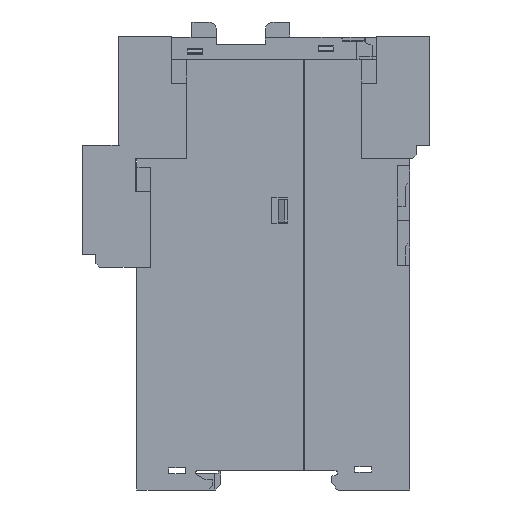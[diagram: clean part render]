
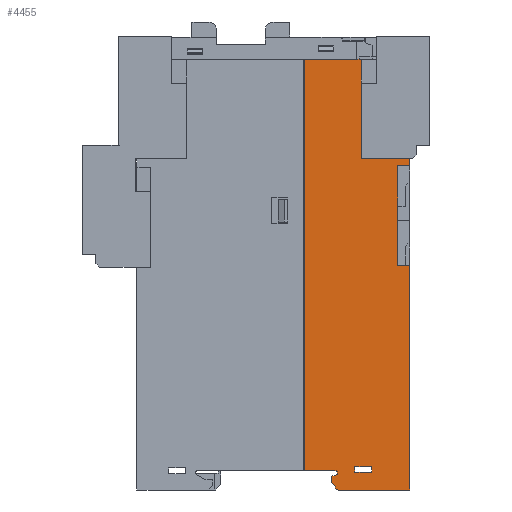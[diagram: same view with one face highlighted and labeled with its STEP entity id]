
A CAD part, left-side view. The second image highlights one B-rep face of the part: STEP entity #4455.
In plain terms, the highlighted planar face has unit normal (-1, 0, 0).
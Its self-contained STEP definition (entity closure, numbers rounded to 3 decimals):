
#4455=ADVANCED_FACE('',(#9945,#9946),#9947,.F.);
#9945=FACE_OUTER_BOUND('',#16461,.T.);
#9946=FACE_BOUND('',#16462,.T.);
#9947=PLANE('',#16463);
#16461=EDGE_LOOP('',(#30676,#30677,#30678,#30679,#30680,#30681,#30682,#30683,#30684,#30685,#30686,#30687,#30688,#30689,#30690,#30691,#30692,#30693,#30694,#30695,#30696,#30697));
#16462=EDGE_LOOP('',(#30698,#30699,#30700,#30701));
#16463=AXIS2_PLACEMENT_3D('',#30702,#30703,#30704);
#30676=ORIENTED_EDGE('',*,*,#44058,.T.);
#30677=ORIENTED_EDGE('',*,*,#41275,.T.);
#30678=ORIENTED_EDGE('',*,*,#44456,.T.);
#30679=ORIENTED_EDGE('',*,*,#44457,.T.);
#30680=ORIENTED_EDGE('',*,*,#44458,.T.);
#30681=ORIENTED_EDGE('',*,*,#44459,.T.);
#30682=ORIENTED_EDGE('',*,*,#44460,.T.);
#30683=ORIENTED_EDGE('',*,*,#44461,.T.);
#30684=ORIENTED_EDGE('',*,*,#44462,.T.);
#30685=ORIENTED_EDGE('',*,*,#44463,.T.);
#30686=ORIENTED_EDGE('',*,*,#44464,.F.);
#30687=ORIENTED_EDGE('',*,*,#44465,.T.);
#30688=ORIENTED_EDGE('',*,*,#44466,.T.);
#30689=ORIENTED_EDGE('',*,*,#44467,.T.);
#30690=ORIENTED_EDGE('',*,*,#44468,.T.);
#30691=ORIENTED_EDGE('',*,*,#44469,.T.);
#30692=ORIENTED_EDGE('',*,*,#44470,.T.);
#30693=ORIENTED_EDGE('',*,*,#44471,.T.);
#30694=ORIENTED_EDGE('',*,*,#44472,.T.);
#30695=ORIENTED_EDGE('',*,*,#44473,.T.);
#30696=ORIENTED_EDGE('',*,*,#44474,.T.);
#30697=ORIENTED_EDGE('',*,*,#44475,.T.);
#30698=ORIENTED_EDGE('',*,*,#44476,.T.);
#30699=ORIENTED_EDGE('',*,*,#44477,.T.);
#30700=ORIENTED_EDGE('',*,*,#44478,.T.);
#30701=ORIENTED_EDGE('',*,*,#44479,.T.);
#30702=CARTESIAN_POINT('',(0.005,62.57,60.03));
#30703=DIRECTION('',(1.0,0.0,0.0));
#30704=DIRECTION('',(0.0,0.0,-1.0));
#41275=EDGE_CURVE('',#50158,#50159,#50160,.T.);
#44058=EDGE_CURVE('',#54337,#50158,#54340,.T.);
#44456=EDGE_CURVE('',#50159,#54904,#54905,.T.);
#44457=EDGE_CURVE('',#54904,#54906,#54907,.T.);
#44458=EDGE_CURVE('',#54906,#54908,#54909,.T.);
#44459=EDGE_CURVE('',#54908,#54910,#54911,.T.);
#44460=EDGE_CURVE('',#54910,#54912,#54913,.T.);
#44461=EDGE_CURVE('',#54912,#54914,#54915,.T.);
#44462=EDGE_CURVE('',#54914,#54916,#54917,.T.);
#44463=EDGE_CURVE('',#54916,#54918,#54919,.T.);
#44464=EDGE_CURVE('',#54920,#54918,#54921,.T.);
#44465=EDGE_CURVE('',#54920,#54922,#54923,.T.);
#44466=EDGE_CURVE('',#54922,#54924,#54925,.T.);
#44467=EDGE_CURVE('',#54924,#54926,#54927,.T.);
#44468=EDGE_CURVE('',#54926,#54928,#54929,.T.);
#44469=EDGE_CURVE('',#54928,#54930,#54931,.T.);
#44470=EDGE_CURVE('',#54930,#54932,#54933,.T.);
#44471=EDGE_CURVE('',#54932,#54934,#54935,.T.);
#44472=EDGE_CURVE('',#54934,#54936,#54937,.T.);
#44473=EDGE_CURVE('',#54936,#54938,#54939,.T.);
#44474=EDGE_CURVE('',#54938,#54940,#54941,.T.);
#44475=EDGE_CURVE('',#54940,#54337,#54942,.T.);
#44476=EDGE_CURVE('',#54943,#54944,#54945,.T.);
#44477=EDGE_CURVE('',#54944,#54946,#54947,.T.);
#44478=EDGE_CURVE('',#54946,#54948,#54949,.T.);
#44479=EDGE_CURVE('',#54948,#54943,#54950,.T.);
#50158=VERTEX_POINT('',#63146);
#50159=VERTEX_POINT('',#63147);
#50160=LINE('',#63148,#63149);
#54337=VERTEX_POINT('',#69359);
#54340=LINE('',#69364,#69365);
#54904=VERTEX_POINT('',#70229);
#54905=LINE('',#70230,#70231);
#54906=VERTEX_POINT('',#70232);
#54907=LINE('',#70233,#70234);
#54908=VERTEX_POINT('',#70235);
#54909=CIRCLE('',#70236,0.3);
#54910=VERTEX_POINT('',#70237);
#54911=LINE('',#70238,#70239);
#54912=VERTEX_POINT('',#70240);
#54913=CIRCLE('',#70241,0.3);
#54914=VERTEX_POINT('',#70242);
#54915=LINE('',#70243,#70244);
#54916=VERTEX_POINT('',#70245);
#54917=LINE('',#70246,#70247);
#54918=VERTEX_POINT('',#70248);
#54919=LINE('',#70249,#70250);
#54920=VERTEX_POINT('',#70251);
#54921=CIRCLE('',#70252,0.5);
#54922=VERTEX_POINT('',#70253);
#54923=LINE('',#70254,#70255);
#54924=VERTEX_POINT('',#70256);
#54925=LINE('',#70257,#70258);
#54926=VERTEX_POINT('',#70259);
#54927=LINE('',#70260,#70261);
#54928=VERTEX_POINT('',#70262);
#54929=LINE('',#70263,#70264);
#54930=VERTEX_POINT('',#70265);
#54931=LINE('',#70266,#70267);
#54932=VERTEX_POINT('',#70268);
#54933=LINE('',#70269,#70270);
#54934=VERTEX_POINT('',#70271);
#54935=LINE('',#70272,#70273);
#54936=VERTEX_POINT('',#70274);
#54937=LINE('',#70275,#70276);
#54938=VERTEX_POINT('',#70277);
#54939=LINE('',#70278,#70279);
#54940=VERTEX_POINT('',#70280);
#54941=LINE('',#70281,#70282);
#54942=LINE('',#70283,#70284);
#54943=VERTEX_POINT('',#70285);
#54944=VERTEX_POINT('',#70286);
#54945=LINE('',#70287,#70288);
#54946=VERTEX_POINT('',#70289);
#54947=LINE('',#70290,#70291);
#54948=VERTEX_POINT('',#70292);
#54949=LINE('',#70293,#70294);
#54950=LINE('',#70295,#70296);
#63146=CARTESIAN_POINT('',(0.005,19.3,114.0));
#63147=CARTESIAN_POINT('',(0.005,33.2,114.0));
#63148=CARTESIAN_POINT('',(0.005,51.865,114.0));
#63149=VECTOR('',#79189,1.0);
#69359=CARTESIAN_POINT('',(0.005,19.3,114.08));
#69364=CARTESIAN_POINT('',(0.005,19.3,88.514));
#69365=VECTOR('',#81647,1.0);
#70229=CARTESIAN_POINT('',(0.005,33.2,5.1));
#70230=CARTESIAN_POINT('',(0.005,33.2,70.065));
#70231=VECTOR('',#82043,1.0);
#70232=CARTESIAN_POINT('',(0.005,24.75,5.1));
#70233=CARTESIAN_POINT('',(0.005,77.95,5.1));
#70234=VECTOR('',#82044,1.0);
#70235=CARTESIAN_POINT('',(0.005,24.45,4.8));
#70236=AXIS2_PLACEMENT_3D('',#82045,#82046,#82047);
#70237=CARTESIAN_POINT('',(0.005,24.45,4.28));
#70238=CARTESIAN_POINT('',(0.005,24.45,4.8));
#70239=VECTOR('',#82048,1.0);
#70240=CARTESIAN_POINT('',(0.005,24.672,3.99));
#70241=AXIS2_PLACEMENT_3D('',#82049,#82050,#82051);
#70242=CARTESIAN_POINT('',(0.005,25.85,3.675));
#70243=CARTESIAN_POINT('',(0.005,24.672,3.99));
#70244=VECTOR('',#82052,1.0);
#70245=CARTESIAN_POINT('',(0.005,25.85,1.999));
#70246=CARTESIAN_POINT('',(0.005,25.85,3.675));
#70247=VECTOR('',#82053,1.0);
#70248=CARTESIAN_POINT('',(0.005,24.599,0.213));
#70249=CARTESIAN_POINT('',(0.005,25.85,1.999));
#70250=VECTOR('',#82054,1.0);
#70251=CARTESIAN_POINT('',(0.005,24.19,0.0));
#70252=AXIS2_PLACEMENT_3D('',#82055,#82056,#82057);
#70253=CARTESIAN_POINT('',(0.005,5.2,0.0));
#70254=CARTESIAN_POINT('',(0.005,24.19,0.0));
#70255=VECTOR('',#82058,1.0);
#70256=CARTESIAN_POINT('',(0.005,5.2,59.5));
#70257=CARTESIAN_POINT('',(0.005,5.2,27.565));
#70258=VECTOR('',#82059,1.0);
#70259=CARTESIAN_POINT('',(0.005,8.45,59.5));
#70260=CARTESIAN_POINT('',(0.005,34.51,59.5));
#70261=VECTOR('',#82060,1.0);
#70262=CARTESIAN_POINT('',(0.005,8.45,85.9));
#70263=CARTESIAN_POINT('',(0.005,8.45,66.365));
#70264=VECTOR('',#82061,1.0);
#70265=CARTESIAN_POINT('',(0.005,5.2,85.9));
#70266=CARTESIAN_POINT('',(0.005,34.51,85.9));
#70267=VECTOR('',#82062,1.0);
#70268=CARTESIAN_POINT('',(0.005,5.2,87.78));
#70269=CARTESIAN_POINT('',(0.005,5.2,27.565));
#70270=VECTOR('',#82063,1.0);
#70271=CARTESIAN_POINT('',(0.005,18.02,87.78));
#70272=CARTESIAN_POINT('',(0.005,4.45,87.78));
#70273=VECTOR('',#82064,1.0);
#70274=CARTESIAN_POINT('',(0.005,18.02,107.82));
#70275=CARTESIAN_POINT('',(0.005,18.02,87.78));
#70276=VECTOR('',#82065,1.0);
#70277=CARTESIAN_POINT('',(0.005,18.0,107.82));
#70278=CARTESIAN_POINT('',(0.005,18.02,107.82));
#70279=VECTOR('',#82066,1.0);
#70280=CARTESIAN_POINT('',(0.005,18.0,114.08));
#70281=CARTESIAN_POINT('',(0.005,18.0,85.465));
#70282=VECTOR('',#82067,1.0);
#70283=CARTESIAN_POINT('',(0.005,14.01,114.08));
#70284=VECTOR('',#82068,1.0);
#70285=CARTESIAN_POINT('',(0.005,15.3,6.2));
#70286=CARTESIAN_POINT('',(0.005,15.3,4.7));
#70287=CARTESIAN_POINT('',(0.005,15.3,32.74));
#70288=VECTOR('',#82069,1.0);
#70289=CARTESIAN_POINT('',(0.005,19.8,4.7));
#70290=CARTESIAN_POINT('',(0.005,40.06,4.7));
#70291=VECTOR('',#82070,1.0);
#70292=CARTESIAN_POINT('',(0.005,19.8,6.2));
#70293=CARTESIAN_POINT('',(0.005,19.8,32.74));
#70294=VECTOR('',#82071,1.0);
#70295=CARTESIAN_POINT('',(0.005,40.06,6.2));
#70296=VECTOR('',#82072,1.0);
#79189=DIRECTION('',(0.0,1.0,0.0));
#81647=DIRECTION('',(0.0,0.0,-1.0));
#82043=DIRECTION('',(0.0,0.0,-1.0));
#82044=DIRECTION('',(0.0,-1.0,0.0));
#82045=CARTESIAN_POINT('',(0.005,24.75,4.8));
#82046=DIRECTION('',(1.0,0.0,0.0));
#82047=DIRECTION('',(0.0,0.,1.));
#82048=DIRECTION('',(0.0,0.0,-1.0));
#82049=CARTESIAN_POINT('',(0.005,24.75,4.28));
#82050=DIRECTION('',(1.0,0.0,0.0));
#82051=DIRECTION('',(0.0,-1.0,0.));
#82052=DIRECTION('',(0.0,0.966,-0.259));
#82053=DIRECTION('',(0.0,0.0,-1.0));
#82054=DIRECTION('',(0.0,-0.574,-0.819));
#82055=CARTESIAN_POINT('',(0.005,24.19,0.5));
#82056=DIRECTION('',(1.0,0.0,0.0));
#82057=DIRECTION('',(0.0,0.,-1.0));
#82058=DIRECTION('',(0.0,-1.0,0.0));
#82059=DIRECTION('',(0.0,0.0,1.0));
#82060=DIRECTION('',(0.0,1.0,0.0));
#82061=DIRECTION('',(0.0,0.0,1.0));
#82062=DIRECTION('',(0.0,-1.0,0.0));
#82063=DIRECTION('',(0.0,0.0,1.0));
#82064=DIRECTION('',(0.0,1.0,0.0));
#82065=DIRECTION('',(0.0,0.0,1.0));
#82066=DIRECTION('',(0.0,-1.0,0.0));
#82067=DIRECTION('',(0.0,0.0,1.0));
#82068=DIRECTION('',(0.0,1.0,0.0));
#82069=DIRECTION('',(0.0,0.0,-1.0));
#82070=DIRECTION('',(0.0,1.0,0.0));
#82071=DIRECTION('',(0.0,0.0,1.0));
#82072=DIRECTION('',(0.0,-1.0,0.0));
